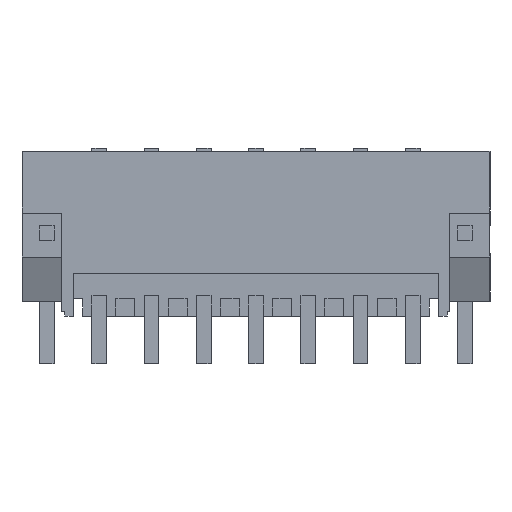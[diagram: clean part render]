
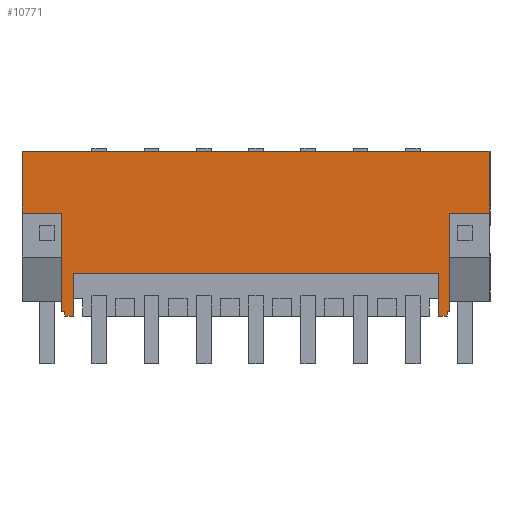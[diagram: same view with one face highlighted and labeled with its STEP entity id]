
A CAD part, front view. The second image highlights one B-rep face of the part: STEP entity #10771.
In plain terms, the highlighted planar face has unit normal (0, -1, 0).
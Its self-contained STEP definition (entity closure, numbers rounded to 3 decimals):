
#10741=AXIS2_PLACEMENT_3D('Plane Axis2P3D',#10738,#10739,#10740) ;
#2728=CARTESIAN_POINT('Line Origine',(3.425,0.,4.625)) ;
#2732=CARTESIAN_POINT('Vertex',(3.425,0.,3.2)) ;
#2734=CARTESIAN_POINT('Vertex',(3.425,0.,6.05)) ;
#2761=CARTESIAN_POINT('Vertex',(2.875,0.,3.2)) ;
#2764=CARTESIAN_POINT('Line Origine',(3.15,0.,3.2)) ;
#2786=CARTESIAN_POINT('Vertex',(2.875,0.,3.5)) ;
#2789=CARTESIAN_POINT('Line Origine',(2.875,0.,3.35)) ;
#2807=CARTESIAN_POINT('Line Origine',(2.762,0.,3.5)) ;
#2811=CARTESIAN_POINT('Vertex',(2.65,0.,3.5)) ;
#2832=CARTESIAN_POINT('Line Origine',(2.65,0.,6.8)) ;
#2836=CARTESIAN_POINT('Vertex',(2.65,0.,10.1)) ;
#3154=CARTESIAN_POINT('Vertex',(0.,0.,10.1)) ;
#3157=CARTESIAN_POINT('Line Origine',(0.,0.,12.175)) ;
#3161=CARTESIAN_POINT('Vertex',(0.,0.,14.25)) ;
#3287=CARTESIAN_POINT('Line Origine',(15.675,0.,14.25)) ;
#3291=CARTESIAN_POINT('Vertex',(31.35,0.,14.25)) ;
#6733=CARTESIAN_POINT('Line Origine',(31.35,0.,12.175)) ;
#6737=CARTESIAN_POINT('Vertex',(31.35,0.,10.1)) ;
#7060=CARTESIAN_POINT('Vertex',(28.65,0.,10.1)) ;
#7063=CARTESIAN_POINT('Line Origine',(28.65,0.,6.8)) ;
#7067=CARTESIAN_POINT('Vertex',(28.65,0.,3.5)) ;
#7091=CARTESIAN_POINT('Line Origine',(28.563,0.,3.5)) ;
#7095=CARTESIAN_POINT('Vertex',(28.475,0.,3.5)) ;
#7116=CARTESIAN_POINT('Line Origine',(28.475,0.,3.35)) ;
#7120=CARTESIAN_POINT('Vertex',(28.475,0.,3.2)) ;
#7136=CARTESIAN_POINT('Line Origine',(28.2,0.,3.2)) ;
#7140=CARTESIAN_POINT('Vertex',(27.925,0.,3.2)) ;
#7161=CARTESIAN_POINT('Line Origine',(27.925,0.,4.625)) ;
#7165=CARTESIAN_POINT('Vertex',(27.925,0.,6.05)) ;
#9196=CARTESIAN_POINT('Line Origine',(15.675,0.,6.05)) ;
#10738=CARTESIAN_POINT('Axis2P3D Location',(10.425,0.,3.2)) ;
#10743=CARTESIAN_POINT('Line Origine',(30.,0.,10.1)) ;
#10748=CARTESIAN_POINT('Line Origine',(1.325,0.,10.1)) ;
#2729=DIRECTION('Vector Direction',(0.,0.,1.)) ;
#2765=DIRECTION('Vector Direction',(1.,0.,0.)) ;
#2790=DIRECTION('Vector Direction',(0.,0.,1.)) ;
#2808=DIRECTION('Vector Direction',(-1.,0.,0.)) ;
#2833=DIRECTION('Vector Direction',(0.,0.,-1.)) ;
#3158=DIRECTION('Vector Direction',(0.,0.,1.)) ;
#3288=DIRECTION('Vector Direction',(1.,0.,0.)) ;
#6734=DIRECTION('Vector Direction',(0.,0.,1.)) ;
#7064=DIRECTION('Vector Direction',(0.,0.,-1.)) ;
#7092=DIRECTION('Vector Direction',(-1.,0.,0.)) ;
#7117=DIRECTION('Vector Direction',(0.,0.,1.)) ;
#7137=DIRECTION('Vector Direction',(1.,0.,0.)) ;
#7162=DIRECTION('Vector Direction',(0.,0.,1.)) ;
#9197=DIRECTION('Vector Direction',(1.,0.,0.)) ;
#10739=DIRECTION('Axis2P3D Direction',(0.,1.,0.)) ;
#10740=DIRECTION('Axis2P3D XDirection',(0.,0.,1.)) ;
#10744=DIRECTION('Vector Direction',(1.,0.,0.)) ;
#10749=DIRECTION('Vector Direction',(1.,0.,0.)) ;
#2730=VECTOR('Line Direction',#2729,1.) ;
#2766=VECTOR('Line Direction',#2765,1.) ;
#2791=VECTOR('Line Direction',#2790,1.) ;
#2809=VECTOR('Line Direction',#2808,1.) ;
#2834=VECTOR('Line Direction',#2833,1.) ;
#3159=VECTOR('Line Direction',#3158,1.) ;
#3289=VECTOR('Line Direction',#3288,1.) ;
#6735=VECTOR('Line Direction',#6734,1.) ;
#7065=VECTOR('Line Direction',#7064,1.) ;
#7093=VECTOR('Line Direction',#7092,1.) ;
#7118=VECTOR('Line Direction',#7117,1.) ;
#7138=VECTOR('Line Direction',#7137,1.) ;
#7163=VECTOR('Line Direction',#7162,1.) ;
#9198=VECTOR('Line Direction',#9197,1.) ;
#10745=VECTOR('Line Direction',#10744,1.) ;
#10750=VECTOR('Line Direction',#10749,1.) ;
#10754=ORIENTED_EDGE('',*,*,#9200,.F.) ;
#10755=ORIENTED_EDGE('',*,*,#7167,.F.) ;
#10756=ORIENTED_EDGE('',*,*,#7142,.T.) ;
#10757=ORIENTED_EDGE('',*,*,#7122,.T.) ;
#10758=ORIENTED_EDGE('',*,*,#7097,.F.) ;
#10759=ORIENTED_EDGE('',*,*,#7069,.F.) ;
#10760=ORIENTED_EDGE('',*,*,#10747,.F.) ;
#10761=ORIENTED_EDGE('',*,*,#6739,.T.) ;
#10762=ORIENTED_EDGE('',*,*,#3293,.F.) ;
#10763=ORIENTED_EDGE('',*,*,#3163,.F.) ;
#10764=ORIENTED_EDGE('',*,*,#10752,.T.) ;
#10765=ORIENTED_EDGE('',*,*,#2838,.T.) ;
#10766=ORIENTED_EDGE('',*,*,#2813,.F.) ;
#10767=ORIENTED_EDGE('',*,*,#2793,.F.) ;
#10768=ORIENTED_EDGE('',*,*,#2768,.T.) ;
#10769=ORIENTED_EDGE('',*,*,#2736,.T.) ;
#10771=ADVANCED_FACE('HOUSING',(#10770),#10742,.F.) ;
#2736=EDGE_CURVE('',#2733,#2735,#2731,.T.) ;
#2768=EDGE_CURVE('',#2762,#2733,#2767,.T.) ;
#2793=EDGE_CURVE('',#2762,#2787,#2792,.T.) ;
#2813=EDGE_CURVE('',#2787,#2812,#2810,.T.) ;
#2838=EDGE_CURVE('',#2837,#2812,#2835,.T.) ;
#3163=EDGE_CURVE('',#3155,#3162,#3160,.T.) ;
#3293=EDGE_CURVE('',#3162,#3292,#3290,.T.) ;
#6739=EDGE_CURVE('',#6738,#3292,#6736,.T.) ;
#7069=EDGE_CURVE('',#7061,#7068,#7066,.T.) ;
#7097=EDGE_CURVE('',#7068,#7096,#7094,.T.) ;
#7122=EDGE_CURVE('',#7121,#7096,#7119,.T.) ;
#7142=EDGE_CURVE('',#7141,#7121,#7139,.T.) ;
#7167=EDGE_CURVE('',#7141,#7166,#7164,.T.) ;
#9200=EDGE_CURVE('',#7166,#2735,#9199,.F.) ;
#10747=EDGE_CURVE('',#6738,#7061,#10746,.F.) ;
#10752=EDGE_CURVE('',#3155,#2837,#10751,.T.) ;
#10753=EDGE_LOOP('',(#10754,#10755,#10756,#10757,#10758,#10759,#10760,#10761,#10762,#10763,#10764,#10765,#10766,#10767,#10768,#10769)) ;
#10770=FACE_OUTER_BOUND('',#10753,.T.) ;
#2731=LINE('Line',#2728,#2730) ;
#2767=LINE('Line',#2764,#2766) ;
#2792=LINE('Line',#2789,#2791) ;
#2810=LINE('Line',#2807,#2809) ;
#2835=LINE('Line',#2832,#2834) ;
#3160=LINE('Line',#3157,#3159) ;
#3290=LINE('Line',#3287,#3289) ;
#6736=LINE('Line',#6733,#6735) ;
#7066=LINE('Line',#7063,#7065) ;
#7094=LINE('Line',#7091,#7093) ;
#7119=LINE('Line',#7116,#7118) ;
#7139=LINE('Line',#7136,#7138) ;
#7164=LINE('Line',#7161,#7163) ;
#9199=LINE('Line',#9196,#9198) ;
#10746=LINE('Line',#10743,#10745) ;
#10751=LINE('Line',#10748,#10750) ;
#10742=PLANE('',#10741) ;
#2733=VERTEX_POINT('',#2732) ;
#2735=VERTEX_POINT('',#2734) ;
#2762=VERTEX_POINT('',#2761) ;
#2787=VERTEX_POINT('',#2786) ;
#2812=VERTEX_POINT('',#2811) ;
#2837=VERTEX_POINT('',#2836) ;
#3155=VERTEX_POINT('',#3154) ;
#3162=VERTEX_POINT('',#3161) ;
#3292=VERTEX_POINT('',#3291) ;
#6738=VERTEX_POINT('',#6737) ;
#7061=VERTEX_POINT('',#7060) ;
#7068=VERTEX_POINT('',#7067) ;
#7096=VERTEX_POINT('',#7095) ;
#7121=VERTEX_POINT('',#7120) ;
#7141=VERTEX_POINT('',#7140) ;
#7166=VERTEX_POINT('',#7165) ;
